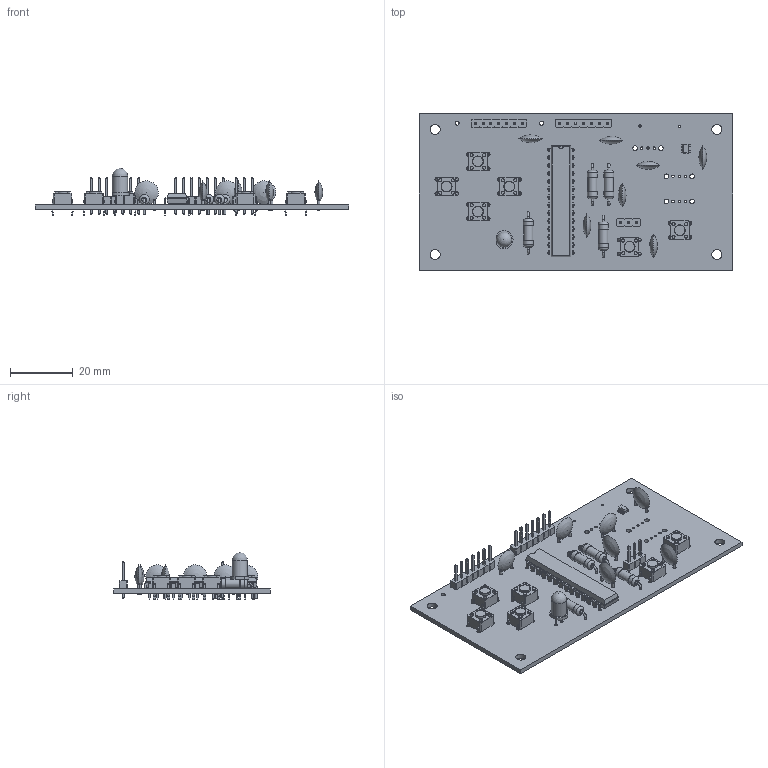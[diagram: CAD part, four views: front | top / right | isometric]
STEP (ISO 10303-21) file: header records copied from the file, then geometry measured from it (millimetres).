
FILE_DESCRIPTION(('KiCad electronic assembly'),'2;1');
FILE_NAME('Controller.step','2025-04-01T13:38:15',('Pcbnew'),('Kicad'), 'Open CASCADE STEP processor 7.8','KiCad to STEP converter','Unknown' );
FILE_SCHEMA(('AUTOMOTIVE_DESIGN { 1 0 10303 214 1 1 1 1 }'));
Length unit declared in the file: millimetre
Products named in the file (10): Controller 1; C_Disc_D7.5mm_W2.5mm_P5.00mm; PinHeader_1x03_P2.54mm_Vertical; SW_PUSH_6mm; DIP-28_W7.62mm; SOT-23-5; R_Axial_DIN0309_L9.0mm_D3.2mm_P12.70mm_Horizontal; PinHeader_1x07_P2.54mm_Vertical; LED_D5.0mm; Controller_PCB
Assembly tree (24 placements, depth 2):
  Controller 1
    C_Disc_D7.5mm_W2.5mm_P5.00mm  x7
    PinHeader_1x03_P2.54mm_Vertical
    SW_PUSH_6mm  x6
    DIP-28_W7.62mm
    SOT-23-5
    R_Axial_DIN0309_L9.0mm_D3.2mm_P12.70mm_Horizontal  x4
    PinHeader_1x07_P2.54mm_Vertical  x2
    LED_D5.0mm
    Controller_PCB
Bounding box: 100 x 50 x 15.1 mm (x, y, z)
Volume: 10141.3 mm3; surface area: 15421 mm2
Topology: 24 solids, 24 shells, 1951 faces, 5069 edges, 3234 vertices
Faces by surface type: plane 1306, cylinder 511, bspline 69, revolution 28, torus 22, sphere 15
Full cylindrical faces by diameter (mm): 0.7 x30, 0.79 x2, 0.8 x45, 0.9 x2, 1 x55, 1.1 x24, 1.3 x2, 1.5 x6, 2.88 x4, 3.2 x12, 3.5 x6, 4.9 x1
Entity records: 42706 total; most frequent: CARTESIAN_POINT 7346, ORIENTED_EDGE 5884, DIRECTION 5539, EDGE_CURVE 2942, LINE 2361, VECTOR 2361, VERTEX_POINT 1873, AXIS2_PLACEMENT_3D 1587
